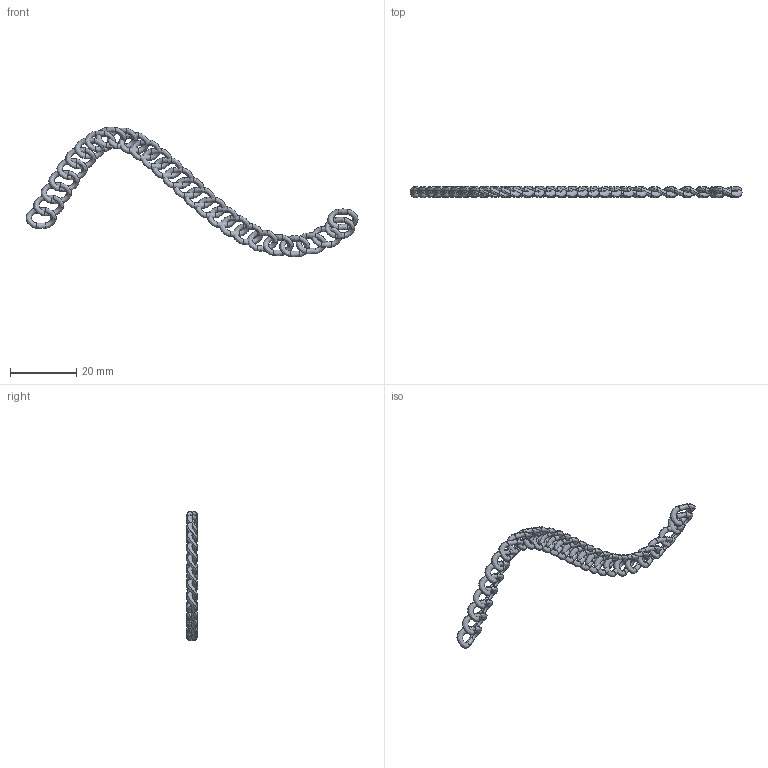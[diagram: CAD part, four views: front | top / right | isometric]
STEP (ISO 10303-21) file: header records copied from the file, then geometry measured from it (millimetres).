
FILE_DESCRIPTION(('FreeCAD Model'),'2;1');
FILE_NAME('Open CASCADE Shape Model','2025-05-04T04:32:23',('FreeCAD'),( 'FreeCAD'),'Open CASCADE STEP processor 7.6','FreeCAD','Unknown');
FILE_SCHEMA(('AUTOMOTIVE_DESIGN { 1 0 10303 214 1 1 1 1 }'));
Products named in the file (1): Open CASCADE STEP translator 7.6 1
Bounding box: 100.36 x 3.36 x 39.1 mm (x, y, z)
Volume: 1153.3 mm3; surface area: 2947 mm2
Topology: 28 solids, 28 shells, 280 faces, 560 edges, 280 vertices
Faces by surface type: bspline 280
Entity records: 121648 total; most frequent: CARTESIAN_POINT 117937, ORIENTED_EDGE 1120, EDGE_CURVE 560, B_SPLINE_CURVE_WITH_KNOTS 560, ADVANCED_FACE 280, FACE_BOUND 280, EDGE_LOOP 280, VERTEX_POINT 280
